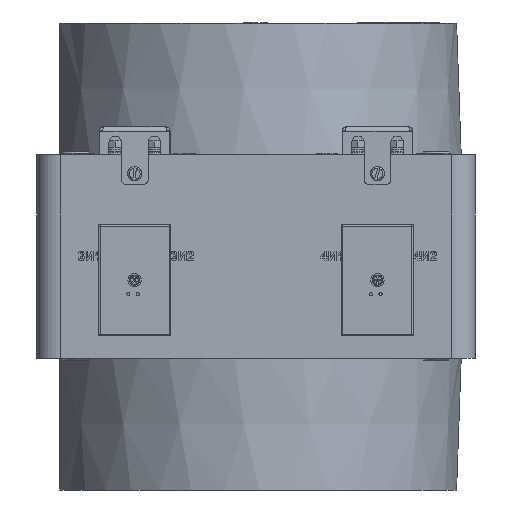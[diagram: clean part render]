
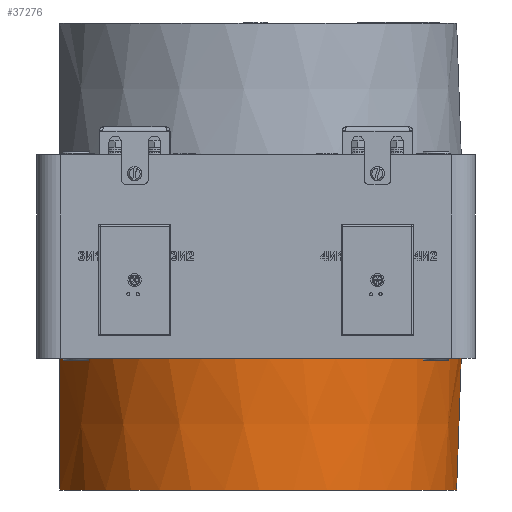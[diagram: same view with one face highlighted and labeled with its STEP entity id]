
A CAD part, front view. The second image highlights one B-rep face of the part: STEP entity #37276.
In plain terms, the highlighted conical face has half-angle 2 degrees and reference radius 131 mm.
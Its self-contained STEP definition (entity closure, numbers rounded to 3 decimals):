
#8307 = ORIENTED_EDGE ( 'NONE', *, *, #149841, .F. ) ;
#8497 = DIRECTION ( 'NONE',  ( 0.035, 0., 0.999 ) ) ;
#15273 = CARTESIAN_POINT ( 'NONE',  ( 0., 0., -65. ) ) ;
#27022 = ORIENTED_EDGE ( 'NONE', *, *, #133531, .T. ) ;
#30585 = CARTESIAN_POINT ( 'NONE',  ( -125.367, -26.155, -149. ) ) ;
#30750 = CARTESIAN_POINT ( 'NONE',  ( -125.367, -36.311, -79.034 ) ) ;
#34212 = EDGE_CURVE ( 'NONE', #131287, #186840, #147895, .T. ) ;
#34846 = DIRECTION ( 'NONE',  ( 0., 0., 1. ) ) ;
#37276 = ADVANCED_FACE ( 'NONE', ( #174629 ), #169837, .T. ) ;
#43149 = AXIS2_PLACEMENT_3D ( 'NONE', #15273, #106626, #120613 ) ;
#61277 = B_SPLINE_CURVE_WITH_KNOTS ( 'NONE', 3,
 ( #137516, #30750, #152797, #61425, #168159, #76702, #183461, #92093 ),
 .UNSPECIFIED., .F., .F.,
 ( 4, 2, 2, 4 ),
 ( 0.134, 0.177, 0.198, 0.219 ),
 .UNSPECIFIED. ) ;
#61425 = CARTESIAN_POINT ( 'NONE',  ( -125.367, -31.606, -114.062 ) ) ;
#65199 = VECTOR ( 'NONE', #8497, 1000. ) ;
#76702 = CARTESIAN_POINT ( 'NONE',  ( -125.367, -28.464, -135.043 ) ) ;
#83989 = DIRECTION ( 'NONE',  ( 0., 0., 1. ) ) ;
#92093 = CARTESIAN_POINT ( 'NONE',  ( -125.367, -26.155, -149. ) ) ;
#94006 = EDGE_LOOP ( 'NONE', ( #148591, #27022, #8307, #182796 ) ) ;
#99792 = CARTESIAN_POINT ( 'NONE',  ( 131., 0., -65. ) ) ;
#102254 = CARTESIAN_POINT ( 'NONE',  ( -125.367, -38., -65. ) ) ;
#103971 = CARTESIAN_POINT ( 'NONE',  ( 128.067, 0., -149. ) ) ;
#106626 = DIRECTION ( 'NONE',  ( 0., 0., 1. ) ) ;
#110334 = VERTEX_POINT ( 'NONE', #102254 ) ;
#120613 = DIRECTION ( 'NONE',  ( 1., 0., 0. ) ) ;
#126248 = CARTESIAN_POINT ( 'NONE',  ( 0., 0., -149. ) ) ;
#129479 = CARTESIAN_POINT ( 'NONE',  ( 131., 0., -65. ) ) ;
#131287 = VERTEX_POINT ( 'NONE', #30585 ) ;
#133531 = EDGE_CURVE ( 'NONE', #186840, #149467, #182159, .T. ) ;
#137516 = CARTESIAN_POINT ( 'NONE',  ( -125.367, -38., -65. ) ) ;
#141643 = DIRECTION ( 'NONE',  ( -1., 0., 0. ) ) ;
#147895 = CIRCLE ( 'NONE', #185575, 128.067 ) ;
#148591 = ORIENTED_EDGE ( 'NONE', *, *, #34212, .T. ) ;
#149467 = VERTEX_POINT ( 'NONE', #129479 ) ;
#149841 = EDGE_CURVE ( 'NONE', #110334, #149467, #192994, .T. ) ;
#150781 = AXIS2_PLACEMENT_3D ( 'NONE', #175334, #83989, #190575 ) ;
#152797 = CARTESIAN_POINT ( 'NONE',  ( -125.367, -34.523, -93.056 ) ) ;
#160020 = EDGE_CURVE ( 'NONE', #110334, #131287, #61277, .T. ) ;
#168159 = CARTESIAN_POINT ( 'NONE',  ( -125.367, -30.594, -121.06 ) ) ;
#169837 = CONICAL_SURFACE ( 'NONE', #43149, 131., 0.035 ) ;
#174629 = FACE_OUTER_BOUND ( 'NONE', #94006, .T. ) ;
#175334 = CARTESIAN_POINT ( 'NONE',  ( 0., 0., -65. ) ) ;
#182159 = LINE ( 'NONE', #99792, #65199 ) ;
#182796 = ORIENTED_EDGE ( 'NONE', *, *, #160020, .T. ) ;
#183461 = CARTESIAN_POINT ( 'NONE',  ( -125.367, -27.347, -142.03 ) ) ;
#185575 = AXIS2_PLACEMENT_3D ( 'NONE', #126248, #34846, #141643 ) ;
#186840 = VERTEX_POINT ( 'NONE', #103971 ) ;
#190575 = DIRECTION ( 'NONE',  ( 1., 0., 0. ) ) ;
#192994 = CIRCLE ( 'NONE', #150781, 131. ) ;
